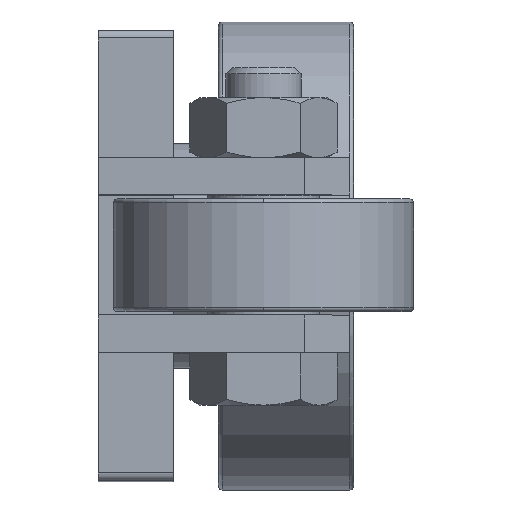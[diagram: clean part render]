
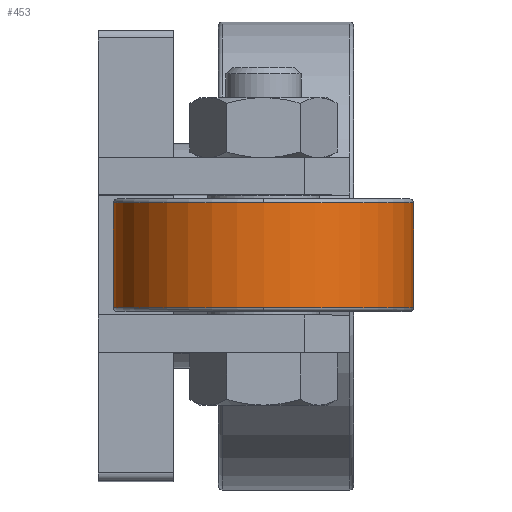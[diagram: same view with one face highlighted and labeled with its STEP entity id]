
A CAD part, top view. The second image highlights one B-rep face of the part: STEP entity #453.
In plain terms, the highlighted cylindrical face has radius 20 mm (diameter 40 mm), a partial arc.
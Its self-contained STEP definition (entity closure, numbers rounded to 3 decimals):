
#453=ADVANCED_FACE('',(#988),#989,.T.);
#988=FACE_OUTER_BOUND('',#1622,.T.);
#989=CYLINDRICAL_SURFACE('',#1623,20.0);
#1622=EDGE_LOOP('',(#2870,#2871,#2872,#2873,#2874,#2875));
#1623=AXIS2_PLACEMENT_3D('',#2876,#2877,#2878);
#2870=ORIENTED_EDGE('',*,*,#3819,.T.);
#2871=ORIENTED_EDGE('',*,*,#3813,.F.);
#2872=ORIENTED_EDGE('',*,*,#3979,.F.);
#2873=ORIENTED_EDGE('',*,*,#3821,.T.);
#2874=ORIENTED_EDGE('',*,*,#3980,.T.);
#2875=ORIENTED_EDGE('',*,*,#3770,.T.);
#2876=CARTESIAN_POINT('',(22.0,0.0,58.0));
#2877=DIRECTION('',(-0.0,1.0,0.0));
#2878=DIRECTION('',(1.0,0.0,0.0));
#3770=EDGE_CURVE('',#4508,#4516,#4518,.T.);
#3813=EDGE_CURVE('',#4592,#4595,#4596,.T.);
#3819=EDGE_CURVE('',#4516,#4595,#4605,.T.);
#3821=EDGE_CURVE('',#4608,#4606,#4609,.T.);
#3979=EDGE_CURVE('',#4608,#4592,#4829,.T.);
#3980=EDGE_CURVE('',#4606,#4508,#4830,.T.);
#4508=VERTEX_POINT('',#5511);
#4516=VERTEX_POINT('',#5519);
#4518=CIRCLE('',#5521,20.0);
#4592=VERTEX_POINT('',#5611);
#4595=VERTEX_POINT('',#5614);
#4596=CIRCLE('',#5615,20.0);
#4605=LINE('',#5624,#5625);
#4606=VERTEX_POINT('',#5626);
#4608=VERTEX_POINT('',#5628);
#4609=LINE('',#5629,#5630);
#4829=CIRCLE('',#6278,20.0);
#4830=CIRCLE('',#6279,20.0);
#5511=CARTESIAN_POINT('',(22.0,-7.0,78.0));
#5519=CARTESIAN_POINT('',(42.0,-7.0,58.0));
#5521=AXIS2_PLACEMENT_3D('',#7038,#7039,#7040);
#5611=CARTESIAN_POINT('',(22.0,7.0,78.0));
#5614=CARTESIAN_POINT('',(42.0,7.0,58.0));
#5615=AXIS2_PLACEMENT_3D('',#7108,#7109,#7110);
#5624=CARTESIAN_POINT('',(42.0,0.0,58.0));
#5625=VECTOR('',#7123,1.0);
#5626=CARTESIAN_POINT('',(2.0,-7.0,58.0));
#5628=CARTESIAN_POINT('',(2.0,7.0,58.0));
#5629=CARTESIAN_POINT('',(2.0,0.0,58.0));
#5630=VECTOR('',#7127,1.0);
#6278=AXIS2_PLACEMENT_3D('',#7277,#7278,#7279);
#6279=AXIS2_PLACEMENT_3D('',#7280,#7281,#7282);
#7038=CARTESIAN_POINT('',(22.0,-7.0,58.0));
#7039=DIRECTION('',(-0.0,1.0,0.0));
#7040=DIRECTION('',(1.0,0.0,0.0));
#7108=CARTESIAN_POINT('',(22.0,7.0,58.0));
#7109=DIRECTION('',(-0.0,1.0,0.0));
#7110=DIRECTION('',(1.0,0.0,0.0));
#7123=DIRECTION('',(0.0,1.0,0.0));
#7127=DIRECTION('',(-0.0,-1.0,-0.0));
#7277=CARTESIAN_POINT('',(22.0,7.0,58.0));
#7278=DIRECTION('',(-0.0,1.0,0.0));
#7279=DIRECTION('',(1.0,0.0,0.0));
#7280=CARTESIAN_POINT('',(22.0,-7.0,58.0));
#7281=DIRECTION('',(-0.0,1.0,0.0));
#7282=DIRECTION('',(1.0,0.0,0.0));
